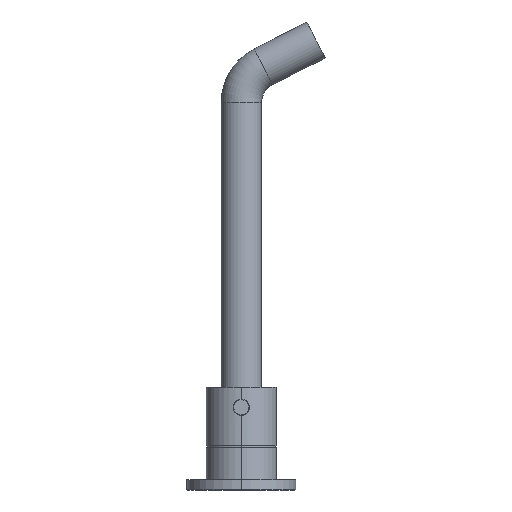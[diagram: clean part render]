
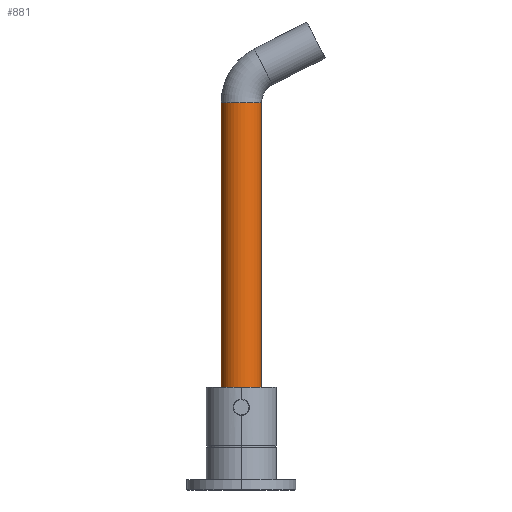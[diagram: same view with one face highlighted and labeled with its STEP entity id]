
A CAD part, left-side view. The second image highlights one B-rep face of the part: STEP entity #881.
In plain terms, the highlighted cylindrical face has radius 10 mm (diameter 20 mm), a partial arc.
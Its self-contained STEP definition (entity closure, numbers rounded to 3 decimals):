
#4 = ORIENTED_EDGE ( 'NONE', *, *, #84, .T. ) ;
#15 = CIRCLE ( 'NONE', #1444, 10. ) ;
#84 = EDGE_CURVE ( 'NONE', #1140, #775, #15, .T. ) ;
#125 = CARTESIAN_POINT ( 'NONE',  ( 0., -10., 188.892 ) ) ;
#146 = CARTESIAN_POINT ( 'NONE',  ( 0., 0., 188.892 ) ) ;
#154 = AXIS2_PLACEMENT_3D ( 'NONE', #174, #1319, #411 ) ;
#155 = CARTESIAN_POINT ( 'NONE',  ( 0., 10., 0. ) ) ;
#174 = CARTESIAN_POINT ( 'NONE',  ( 0., 0., 0. ) ) ;
#249 = CARTESIAN_POINT ( 'NONE',  ( 0., -10., 0. ) ) ;
#261 = VERTEX_POINT ( 'NONE', #1038 ) ;
#319 = EDGE_LOOP ( 'NONE', ( #1101, #4, #1324, #527 ) ) ;
#411 = DIRECTION ( 'NONE',  ( 0., -1., 0. ) ) ;
#497 = EDGE_CURVE ( 'NONE', #775, #1465, #690, .T. ) ;
#527 = ORIENTED_EDGE ( 'NONE', *, *, #574, .F. ) ;
#574 = EDGE_CURVE ( 'NONE', #261, #1465, #1410, .T. ) ;
#649 = VECTOR ( 'NONE', #913, 1000. ) ;
#690 = LINE ( 'NONE', #249, #649 ) ;
#775 = VERTEX_POINT ( 'NONE', #1174 ) ;
#837 = AXIS2_PLACEMENT_3D ( 'NONE', #146, #1440, #1014 ) ;
#881 = ADVANCED_FACE ( 'NONE', ( #1431 ), #1192, .T. ) ;
#913 = DIRECTION ( 'NONE',  ( 0., 0., 1. ) ) ;
#935 = CARTESIAN_POINT ( 'NONE',  ( 0., 0., 0. ) ) ;
#974 = EDGE_CURVE ( 'NONE', #1140, #261, #1095, .T. ) ;
#987 = DIRECTION ( 'NONE',  ( 0., 0., 1. ) ) ;
#1014 = DIRECTION ( 'NONE',  ( 1., 0., 0. ) ) ;
#1038 = CARTESIAN_POINT ( 'NONE',  ( 0., 10., 188.892 ) ) ;
#1050 = DIRECTION ( 'NONE',  ( 0., 0., 1. ) ) ;
#1095 = LINE ( 'NONE', #1334, #1423 ) ;
#1101 = ORIENTED_EDGE ( 'NONE', *, *, #974, .F. ) ;
#1140 = VERTEX_POINT ( 'NONE', #155 ) ;
#1174 = CARTESIAN_POINT ( 'NONE',  ( 0., -10., 0. ) ) ;
#1192 = CYLINDRICAL_SURFACE ( 'NONE', #154, 10. ) ;
#1319 = DIRECTION ( 'NONE',  ( 0., 0., 1. ) ) ;
#1324 = ORIENTED_EDGE ( 'NONE', *, *, #497, .T. ) ;
#1334 = CARTESIAN_POINT ( 'NONE',  ( 0., 10., 0. ) ) ;
#1396 = DIRECTION ( 'NONE',  ( 1., 0., 0. ) ) ;
#1410 = CIRCLE ( 'NONE', #837, 10. ) ;
#1423 = VECTOR ( 'NONE', #987, 1000. ) ;
#1431 = FACE_OUTER_BOUND ( 'NONE', #319, .T. ) ;
#1440 = DIRECTION ( 'NONE',  ( 0., 0., 1. ) ) ;
#1444 = AXIS2_PLACEMENT_3D ( 'NONE', #935, #1050, #1396 ) ;
#1465 = VERTEX_POINT ( 'NONE', #125 ) ;
